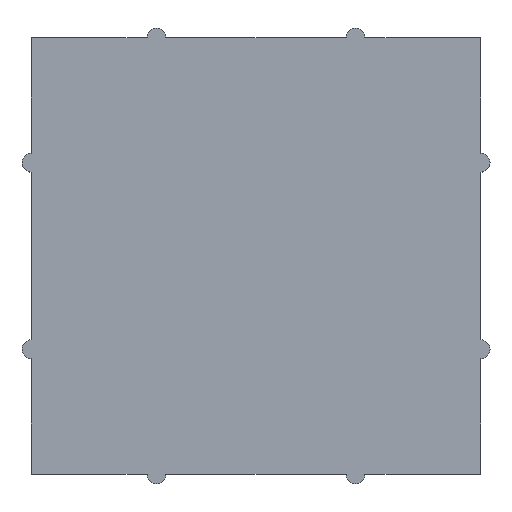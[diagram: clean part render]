
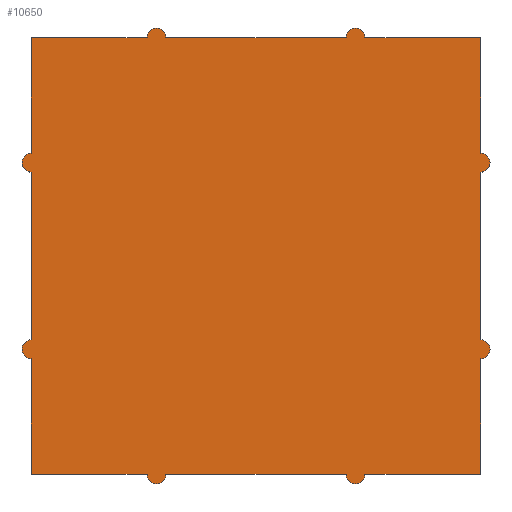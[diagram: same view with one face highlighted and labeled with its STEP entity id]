
A CAD part, top view. The second image highlights one B-rep face of the part: STEP entity #10650.
In plain terms, the highlighted planar face has unit normal (0, 0, 1).
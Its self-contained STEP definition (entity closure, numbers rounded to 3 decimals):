
#392=PLANE('',#11213);
#913=FACE_OUTER_BOUND('',#1440,.T.);
#1440=EDGE_LOOP('',(#9495,#9496,#9497,#9498,#9499,#9500,#9501,#9502,#9503,
#9504,#9505,#9506,#9507,#9508,#9509,#9510,#9511,#9512,#9513,#9514));
#1580=LINE('',#13972,#3088);
#1581=LINE('',#13975,#3089);
#1591=LINE('',#13998,#3099);
#1600=LINE('',#14021,#3108);
#1601=LINE('',#14024,#3109);
#1607=LINE('',#14039,#3115);
#1608=LINE('',#14042,#3116);
#1615=LINE('',#14060,#3123);
#1616=LINE('',#14062,#3124);
#1619=LINE('',#14071,#3127);
#1622=LINE('',#14081,#3130);
#1627=LINE('',#14093,#3135);
#3088=VECTOR('',#11363,10.);
#3089=VECTOR('',#11366,10.);
#3099=VECTOR('',#11384,10.);
#3108=VECTOR('',#11401,10.);
#3109=VECTOR('',#11404,10.);
#3115=VECTOR('',#11418,10.);
#3116=VECTOR('',#11421,10.);
#3123=VECTOR('',#11436,10.);
#3124=VECTOR('',#11439,10.);
#3127=VECTOR('',#11450,10.);
#3130=VECTOR('',#11461,10.);
#3135=VECTOR('',#11474,10.);
#4592=CIRCLE('',#10801,1.5);
#4594=CIRCLE('',#10806,1.5);
#4596=CIRCLE('',#10810,1.5);
#4598=CIRCLE('',#10815,1.5);
#4600=CIRCLE('',#10820,1.5);
#4602=CIRCLE('',#10825,1.5);
#4604=CIRCLE('',#10829,1.5);
#4606=CIRCLE('',#10833,1.5);
#4620=VERTEX_POINT('',#13959);
#4621=VERTEX_POINT('',#13960);
#4625=VERTEX_POINT('',#13970);
#4626=VERTEX_POINT('',#13974);
#4628=VERTEX_POINT('',#13980);
#4635=VERTEX_POINT('',#13996);
#4636=VERTEX_POINT('',#14000);
#4637=VERTEX_POINT('',#14001);
#4645=VERTEX_POINT('',#14019);
#4646=VERTEX_POINT('',#14023);
#4648=VERTEX_POINT('',#14029);
#4649=VERTEX_POINT('',#14030);
#4652=VERTEX_POINT('',#14041);
#4654=VERTEX_POINT('',#14047);
#4655=VERTEX_POINT('',#14048);
#4659=VERTEX_POINT('',#14058);
#4660=VERTEX_POINT('',#14065);
#4662=VERTEX_POINT('',#14074);
#4664=VERTEX_POINT('',#14080);
#4666=VERTEX_POINT('',#14086);
#5643=EDGE_CURVE('',#4620,#4621,#4592,.T.);
#5649=EDGE_CURVE('',#4621,#4625,#1580,.T.);
#5650=EDGE_CURVE('',#4626,#4620,#1581,.T.);
#5653=EDGE_CURVE('',#4628,#4625,#4594,.T.);
#5662=EDGE_CURVE('',#4628,#4635,#1591,.T.);
#5663=EDGE_CURVE('',#4636,#4637,#4596,.T.);
#5673=EDGE_CURVE('',#4636,#4645,#1600,.T.);
#5674=EDGE_CURVE('',#4646,#4637,#1601,.T.);
#5677=EDGE_CURVE('',#4648,#4649,#4598,.T.);
#5682=EDGE_CURVE('',#4649,#4626,#1607,.T.);
#5683=EDGE_CURVE('',#4652,#4648,#1608,.T.);
#5686=EDGE_CURVE('',#4654,#4655,#4600,.T.);
#5692=EDGE_CURVE('',#4654,#4659,#1615,.T.);
#5693=EDGE_CURVE('',#4635,#4655,#1616,.T.);
#5695=EDGE_CURVE('',#4652,#4660,#4602,.T.);
#5698=EDGE_CURVE('',#4645,#4660,#1619,.T.);
#5700=EDGE_CURVE('',#4662,#4646,#4604,.T.);
#5703=EDGE_CURVE('',#4664,#4662,#1622,.T.);
#5706=EDGE_CURVE('',#4659,#4666,#4606,.T.);
#5710=EDGE_CURVE('',#4666,#4664,#1627,.T.);
#9495=ORIENTED_EDGE('',*,*,#5650,.T.);
#9496=ORIENTED_EDGE('',*,*,#5643,.T.);
#9497=ORIENTED_EDGE('',*,*,#5649,.T.);
#9498=ORIENTED_EDGE('',*,*,#5653,.F.);
#9499=ORIENTED_EDGE('',*,*,#5662,.T.);
#9500=ORIENTED_EDGE('',*,*,#5693,.T.);
#9501=ORIENTED_EDGE('',*,*,#5686,.F.);
#9502=ORIENTED_EDGE('',*,*,#5692,.T.);
#9503=ORIENTED_EDGE('',*,*,#5706,.T.);
#9504=ORIENTED_EDGE('',*,*,#5710,.T.);
#9505=ORIENTED_EDGE('',*,*,#5703,.T.);
#9506=ORIENTED_EDGE('',*,*,#5700,.T.);
#9507=ORIENTED_EDGE('',*,*,#5674,.T.);
#9508=ORIENTED_EDGE('',*,*,#5663,.F.);
#9509=ORIENTED_EDGE('',*,*,#5673,.T.);
#9510=ORIENTED_EDGE('',*,*,#5698,.T.);
#9511=ORIENTED_EDGE('',*,*,#5695,.F.);
#9512=ORIENTED_EDGE('',*,*,#5683,.T.);
#9513=ORIENTED_EDGE('',*,*,#5677,.T.);
#9514=ORIENTED_EDGE('',*,*,#5682,.T.);
#10650=ADVANCED_FACE('',(#913),#392,.T.);
#10801=AXIS2_PLACEMENT_3D('',#13961,#11353,#11354);
#10806=AXIS2_PLACEMENT_3D('',#13981,#11371,#11372);
#10810=AXIS2_PLACEMENT_3D('',#14002,#11387,#11388);
#10815=AXIS2_PLACEMENT_3D('',#14031,#11409,#11410);
#10820=AXIS2_PLACEMENT_3D('',#14049,#11426,#11427);
#10825=AXIS2_PLACEMENT_3D('',#14066,#11443,#11444);
#10829=AXIS2_PLACEMENT_3D('',#14075,#11454,#11455);
#10833=AXIS2_PLACEMENT_3D('',#14087,#11466,#11467);
#11213=AXIS2_PLACEMENT_3D('',#16846,#13629,#13630);
#11353=DIRECTION('center_axis',(0.,0.,1.));
#11354=DIRECTION('ref_axis',(1.,0.,0.));
#11363=DIRECTION('',(0.,-1.,0.));
#11366=DIRECTION('',(0.,-1.,0.));
#11371=DIRECTION('center_axis',(0.,0.,-1.));
#11372=DIRECTION('ref_axis',(1.,0.,0.));
#11384=DIRECTION('',(0.,-1.,0.));
#11387=DIRECTION('center_axis',(0.,0.,-1.));
#11388=DIRECTION('ref_axis',(-1.,0.,0.));
#11401=DIRECTION('',(0.,1.,0.));
#11404=DIRECTION('',(0.,1.,0.));
#11409=DIRECTION('center_axis',(0.,0.,1.));
#11410=DIRECTION('ref_axis',(1.,0.,0.));
#11418=DIRECTION('',(-1.,0.,0.));
#11421=DIRECTION('',(-1.,0.,0.));
#11426=DIRECTION('center_axis',(0.,0.,-1.));
#11427=DIRECTION('ref_axis',(1.,0.,0.));
#11436=DIRECTION('',(1.,0.,0.));
#11439=DIRECTION('',(1.,0.,0.));
#11443=DIRECTION('center_axis',(0.,0.,-1.));
#11444=DIRECTION('ref_axis',(-1.,0.,0.));
#11450=DIRECTION('',(-1.,0.,0.));
#11454=DIRECTION('center_axis',(0.,0.,1.));
#11455=DIRECTION('ref_axis',(-1.,0.,0.));
#11461=DIRECTION('',(0.,1.,0.));
#11466=DIRECTION('center_axis',(0.,0.,1.));
#11467=DIRECTION('ref_axis',(-1.,0.,0.));
#11474=DIRECTION('',(1.,0.,0.));
#13629=DIRECTION('center_axis',(0.,0.,1.));
#13630=DIRECTION('ref_axis',(1.,0.,0.));
#13959=CARTESIAN_POINT('',(-35.9,16.4,3.8));
#13960=CARTESIAN_POINT('',(-35.9,13.4,3.8));
#13961=CARTESIAN_POINT('Origin',(-35.9,14.9,3.8));
#13970=CARTESIAN_POINT('',(-35.9,-13.4,3.8));
#13972=CARTESIAN_POINT('',(-35.9,34.9,3.8));
#13974=CARTESIAN_POINT('',(-35.9,34.9,3.8));
#13975=CARTESIAN_POINT('',(-35.9,34.9,3.8));
#13980=CARTESIAN_POINT('',(-35.9,-16.4,3.8));
#13981=CARTESIAN_POINT('Origin',(-35.9,-14.9,3.8));
#13996=CARTESIAN_POINT('',(-35.9,-34.9,3.8));
#13998=CARTESIAN_POINT('',(-35.9,34.9,3.8));
#14000=CARTESIAN_POINT('',(35.9,16.4,3.8));
#14001=CARTESIAN_POINT('',(35.9,13.4,3.8));
#14002=CARTESIAN_POINT('Origin',(35.9,14.9,3.8));
#14019=CARTESIAN_POINT('',(35.9,34.9,3.8));
#14021=CARTESIAN_POINT('',(35.9,-34.9,3.8));
#14023=CARTESIAN_POINT('',(35.9,-13.4,3.8));
#14024=CARTESIAN_POINT('',(35.9,-34.9,3.8));
#14029=CARTESIAN_POINT('',(-14.4,34.9,3.8));
#14030=CARTESIAN_POINT('',(-17.4,34.9,3.8));
#14031=CARTESIAN_POINT('Origin',(-15.9,34.9,3.8));
#14039=CARTESIAN_POINT('',(35.9,34.9,3.8));
#14041=CARTESIAN_POINT('',(14.4,34.9,3.8));
#14042=CARTESIAN_POINT('',(35.9,34.9,3.8));
#14047=CARTESIAN_POINT('',(-14.4,-34.9,3.8));
#14048=CARTESIAN_POINT('',(-17.4,-34.9,3.8));
#14049=CARTESIAN_POINT('Origin',(-15.9,-34.9,3.8));
#14058=CARTESIAN_POINT('',(14.4,-34.9,3.8));
#14060=CARTESIAN_POINT('',(-35.9,-34.9,3.8));
#14062=CARTESIAN_POINT('',(-35.9,-34.9,3.8));
#14065=CARTESIAN_POINT('',(17.4,34.9,3.8));
#14066=CARTESIAN_POINT('Origin',(15.9,34.9,3.8));
#14071=CARTESIAN_POINT('',(35.9,34.9,3.8));
#14074=CARTESIAN_POINT('',(35.9,-16.4,3.8));
#14075=CARTESIAN_POINT('Origin',(35.9,-14.9,3.8));
#14080=CARTESIAN_POINT('',(35.9,-34.9,3.8));
#14081=CARTESIAN_POINT('',(35.9,-34.9,3.8));
#14086=CARTESIAN_POINT('',(17.4,-34.9,3.8));
#14087=CARTESIAN_POINT('Origin',(15.9,-34.9,3.8));
#14093=CARTESIAN_POINT('',(-35.9,-34.9,3.8));
#16846=CARTESIAN_POINT('Origin',(0.,0.,3.8));
